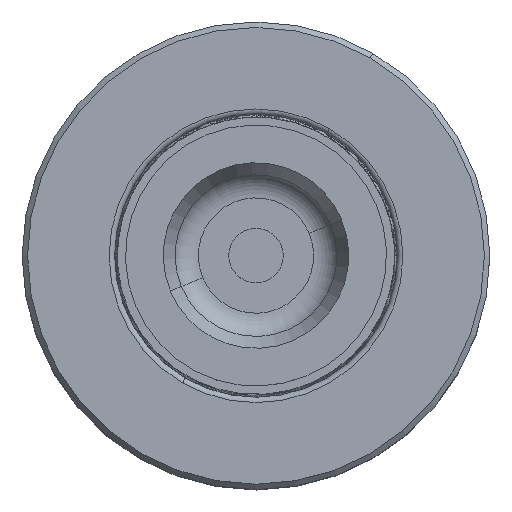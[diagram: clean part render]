
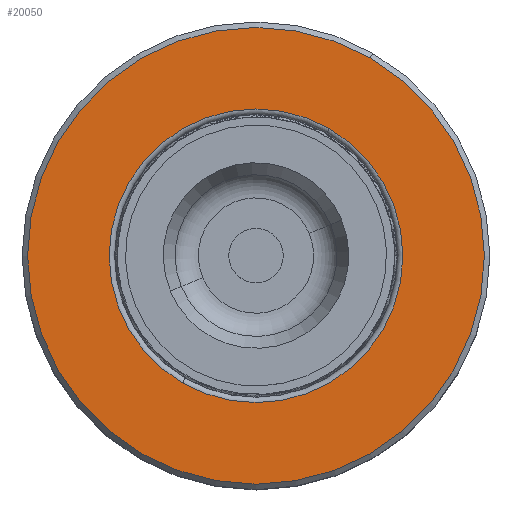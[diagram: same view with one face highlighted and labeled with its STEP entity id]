
A CAD part, top view. The second image highlights one B-rep face of the part: STEP entity #20050.
In plain terms, the highlighted face is planar.
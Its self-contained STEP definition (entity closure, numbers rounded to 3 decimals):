
#219 = CARTESIAN_POINT ( 'NONE',  ( 0., 10.687, 0. ) ) ;
#2077 = FACE_OUTER_BOUND ( 'NONE', #35705, .T. ) ;
#2317 = EDGE_CURVE ( 'NONE', #27295, #37316, #37417, .T. ) ;
#3317 = DIRECTION ( 'NONE',  ( 0., -1., 0. ) ) ;
#3566 = CARTESIAN_POINT ( 'NONE',  ( 0., 10.687, -21. ) ) ;
#4834 = CARTESIAN_POINT ( 'NONE',  ( 0., 10.687, 21. ) ) ;
#5188 = PLANE ( 'NONE',  #36799 ) ;
#6944 = DIRECTION ( 'NONE',  ( 0., 0., -1. ) ) ;
#7380 = AXIS2_PLACEMENT_3D ( 'NONE', #8400, #11381, #14361 ) ;
#8232 = ORIENTED_EDGE ( 'NONE', *, *, #2317, .T. ) ;
#8400 = CARTESIAN_POINT ( 'NONE',  ( 0., 10.687, 0. ) ) ;
#8569 = DIRECTION ( 'NONE',  ( 0., 0., 1. ) ) ;
#11381 = DIRECTION ( 'NONE',  ( 0., -1., 0. ) ) ;
#14361 = DIRECTION ( 'NONE',  ( 0., 0., -1. ) ) ;
#14409 = CARTESIAN_POINT ( 'NONE',  ( 21., 10.687, 0. ) ) ;
#15277 = AXIS2_PLACEMENT_3D ( 'NONE', #219, #35460, #6944 ) ;
#16809 = CARTESIAN_POINT ( 'NONE',  ( 0., 10.687, 13.5 ) ) ;
#18483 = DIRECTION ( 'NONE',  ( 0., 0., -1. ) ) ;
#18778 = FACE_BOUND ( 'NONE', #33059, .T. ) ;
#19242 = EDGE_CURVE ( 'NONE', #24910, #19473, #25789, .T. ) ;
#19473 = VERTEX_POINT ( 'NONE', #4834 ) ;
#20050 = ADVANCED_FACE ( 'NONE', ( #18778, #2077 ), #5188, .T. ) ;
#20167 = CARTESIAN_POINT ( 'NONE',  ( 0., 10.687, -13.5 ) ) ;
#22004 = AXIS2_PLACEMENT_3D ( 'NONE', #34043, #28352, #22247 ) ;
#22247 = DIRECTION ( 'NONE',  ( 0., 0., -1. ) ) ;
#23772 = EDGE_CURVE ( 'NONE', #37316, #27295, #28859, .T. ) ;
#24289 = ORIENTED_EDGE ( 'NONE', *, *, #23772, .T. ) ;
#24506 = ORIENTED_EDGE ( 'NONE', *, *, #19242, .F. ) ;
#24910 = VERTEX_POINT ( 'NONE', #3566 ) ;
#25789 = CIRCLE ( 'NONE', #34316, 21. ) ;
#25937 = DIRECTION ( 'NONE',  ( 0., 1., 0. ) ) ;
#26002 = EDGE_CURVE ( 'NONE', #19473, #24910, #37281, .T. ) ;
#27295 = VERTEX_POINT ( 'NONE', #16809 ) ;
#28352 = DIRECTION ( 'NONE',  ( 0., -1., 0. ) ) ;
#28859 = CIRCLE ( 'NONE', #15277, 13.5 ) ;
#33059 = EDGE_LOOP ( 'NONE', ( #24289, #8232 ) ) ;
#33250 = CARTESIAN_POINT ( 'NONE',  ( 0., 10.687, 0. ) ) ;
#34043 = CARTESIAN_POINT ( 'NONE',  ( 0., 10.687, 0. ) ) ;
#34316 = AXIS2_PLACEMENT_3D ( 'NONE', #33250, #3317, #18483 ) ;
#35289 = ORIENTED_EDGE ( 'NONE', *, *, #26002, .F. ) ;
#35460 = DIRECTION ( 'NONE',  ( 0., -1., 0. ) ) ;
#35705 = EDGE_LOOP ( 'NONE', ( #24506, #35289 ) ) ;
#36799 = AXIS2_PLACEMENT_3D ( 'NONE', #14409, #25937, #8569 ) ;
#37281 = CIRCLE ( 'NONE', #22004, 21. ) ;
#37316 = VERTEX_POINT ( 'NONE', #20167 ) ;
#37417 = CIRCLE ( 'NONE', #7380, 13.5 ) ;
